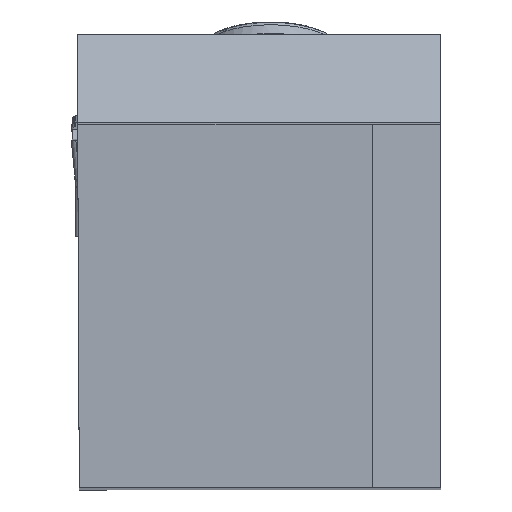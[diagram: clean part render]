
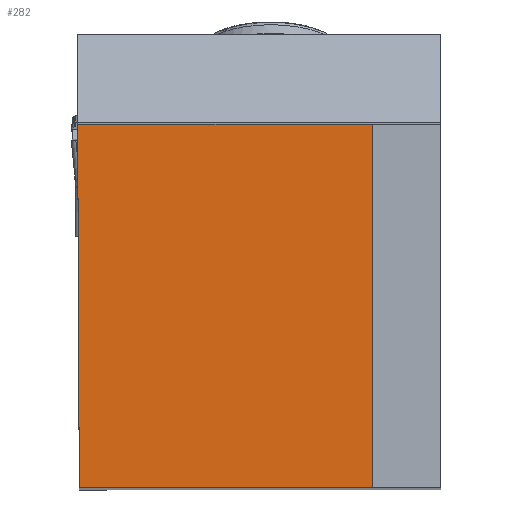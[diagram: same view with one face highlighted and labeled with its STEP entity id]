
A CAD part, top view. The second image highlights one B-rep face of the part: STEP entity #282.
In plain terms, the highlighted planar face has unit normal (0, 0, 1).
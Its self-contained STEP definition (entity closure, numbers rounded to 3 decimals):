
#282=ADVANCED_FACE('BLANK_BOXF006',(#438),#388,.T.);
#388=PLANE('',#2200);
#438=FACE_OUTER_BOUND('',#544,.T.);
#544=EDGE_LOOP('',(#786,#787,#788,#789));
#786=ORIENTED_EDGE('',*,*,#1520,.T.);
#787=ORIENTED_EDGE('',*,*,#1545,.T.);
#788=ORIENTED_EDGE('',*,*,#1546,.F.);
#789=ORIENTED_EDGE('',*,*,#1495,.F.);
#1301=VERTEX_POINT('',#2885);
#1302=VERTEX_POINT('',#2887);
#1323=VERTEX_POINT('',#2941);
#1336=VERTEX_POINT('',#3023);
#1495=EDGE_CURVE('',#1301,#1302,#1785,.T.);
#1520=EDGE_CURVE('',#1301,#1323,#1805,.T.);
#1545=EDGE_CURVE('',#1323,#1336,#1821,.T.);
#1546=EDGE_CURVE('',#1302,#1336,#1822,.T.);
#1785=LINE('',#2886,#1946);
#1805=LINE('',#2942,#1966);
#1821=LINE('',#3022,#1982);
#1822=LINE('',#3024,#1983);
#1946=VECTOR('',#2369,1.);
#1966=VECTOR('',#2403,1.);
#1982=VECTOR('',#2443,1.);
#1983=VECTOR('',#2444,1.);
#2200=AXIS2_PLACEMENT_3D('',#3025,#2445,#2446);
#2369=DIRECTION('',(-0.004,1.,0.));
#2403=DIRECTION('',(1.,0.,0.));
#2443=DIRECTION('',(0.,1.,0.));
#2444=DIRECTION('',(1.,0.,0.));
#2445=DIRECTION('',(0.,0.,1.));
#2446=DIRECTION('',(0.,1.,0.));
#2885=CARTESIAN_POINT('',(-15.731,0.,0.));
#2886=CARTESIAN_POINT('',(-15.821,20.635,0.));
#2887=CARTESIAN_POINT('',(-15.8,15.8,0.));
#2941=CARTESIAN_POINT('',(-2.974,0.,0.));
#2942=CARTESIAN_POINT('',(22.,0.,0.));
#3022=CARTESIAN_POINT('',(-2.974,15.8,0.));
#3023=CARTESIAN_POINT('',(-2.974,15.8,0.));
#3024=CARTESIAN_POINT('',(22.,15.8,0.));
#3025=CARTESIAN_POINT('',(22.,20.8,0.));
